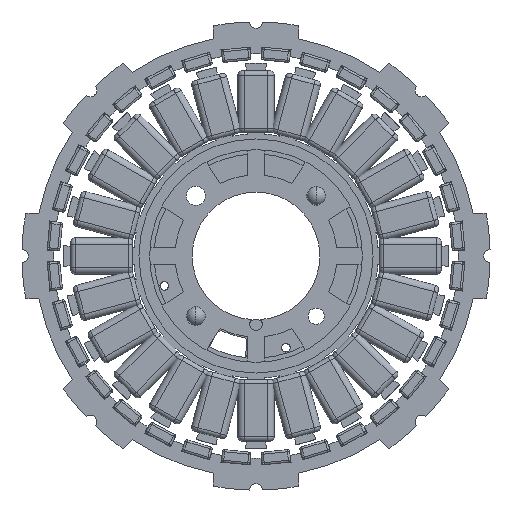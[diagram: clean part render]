
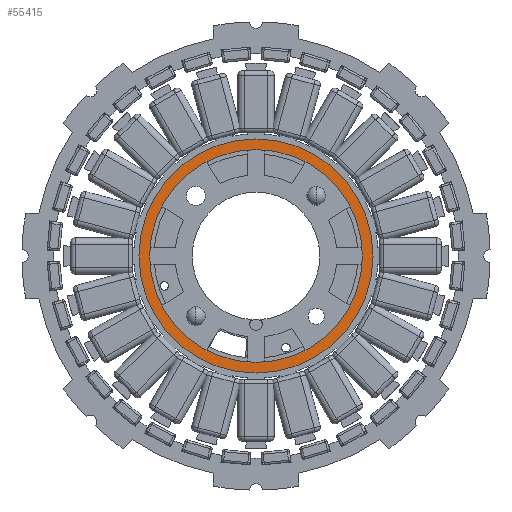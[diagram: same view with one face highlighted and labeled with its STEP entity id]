
A CAD part, front view. The second image highlights one B-rep face of the part: STEP entity #55415.
In plain terms, the highlighted planar face has unit normal (0, -1, 0).
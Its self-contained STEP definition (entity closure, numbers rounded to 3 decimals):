
#1172 = DIRECTION ( 'NONE',  ( 0., 0., -1. ) ) ;
#1521 = CARTESIAN_POINT ( 'NONE',  ( 0., -1.9, 0. ) ) ;
#1749 = AXIS2_PLACEMENT_3D ( 'NONE', #1521, #59892, #1172 ) ;
#1850 = CARTESIAN_POINT ( 'NONE',  ( 0., -1.9, -25. ) ) ;
#6000 = CIRCLE ( 'NONE', #42802, 27.5 ) ;
#8017 = PLANE ( 'NONE',  #15174 ) ;
#8171 = VERTEX_POINT ( 'NONE', #47470 ) ;
#8647 = CARTESIAN_POINT ( 'NONE',  ( 0., -1.9, 0. ) ) ;
#9248 = VERTEX_POINT ( 'NONE', #1850 ) ;
#9682 = EDGE_CURVE ( 'NONE', #8171, #55431, #6000, .T. ) ;
#13611 = FACE_BOUND ( 'NONE', #22066, .T. ) ;
#14641 = DIRECTION ( 'NONE',  ( 0., -1., 0. ) ) ;
#15174 = AXIS2_PLACEMENT_3D ( 'NONE', #34922, #14641, #35955 ) ;
#21881 = AXIS2_PLACEMENT_3D ( 'NONE', #41576, #52737, #26212 ) ;
#22066 = EDGE_LOOP ( 'NONE', ( #38654, #31470 ) ) ;
#23282 = EDGE_CURVE ( 'NONE', #30170, #9248, #55301, .T. ) ;
#23622 = ORIENTED_EDGE ( 'NONE', *, *, #26175, .T. ) ;
#24382 = DIRECTION ( 'NONE',  ( 0., -1., 0. ) ) ;
#26175 = EDGE_CURVE ( 'NONE', #55431, #8171, #35262, .T. ) ;
#26212 = DIRECTION ( 'NONE',  ( 0., 0., -1. ) ) ;
#28749 = CIRCLE ( 'NONE', #67778, 25. ) ;
#29348 = FACE_OUTER_BOUND ( 'NONE', #37134, .T. ) ;
#30170 = VERTEX_POINT ( 'NONE', #45470 ) ;
#31470 = ORIENTED_EDGE ( 'NONE', *, *, #64336, .F. ) ;
#34922 = CARTESIAN_POINT ( 'NONE',  ( 0., -1.9, 0. ) ) ;
#35262 = CIRCLE ( 'NONE', #21881, 27.5 ) ;
#35955 = DIRECTION ( 'NONE',  ( 0., 0., -1. ) ) ;
#37134 = EDGE_LOOP ( 'NONE', ( #23622, #50065 ) ) ;
#38654 = ORIENTED_EDGE ( 'NONE', *, *, #23282, .F. ) ;
#41576 = CARTESIAN_POINT ( 'NONE',  ( 0., -1.9, 0. ) ) ;
#42802 = AXIS2_PLACEMENT_3D ( 'NONE', #8647, #24382, #67347 ) ;
#45400 = CARTESIAN_POINT ( 'NONE',  ( 0., -1.9, 27.5 ) ) ;
#45470 = CARTESIAN_POINT ( 'NONE',  ( 0., -1.9, 25. ) ) ;
#47470 = CARTESIAN_POINT ( 'NONE',  ( 0., -1.9, -27.5 ) ) ;
#50065 = ORIENTED_EDGE ( 'NONE', *, *, #9682, .T. ) ;
#51260 = DIRECTION ( 'NONE',  ( 0., 0., -1. ) ) ;
#52737 = DIRECTION ( 'NONE',  ( 0., -1., 0. ) ) ;
#55301 = CIRCLE ( 'NONE', #1749, 25. ) ;
#55415 = ADVANCED_FACE ( 'NONE', ( #29348, #13611 ), #8017, .T. ) ;
#55431 = VERTEX_POINT ( 'NONE', #45400 ) ;
#59892 = DIRECTION ( 'NONE',  ( 0., -1., 0. ) ) ;
#61417 = DIRECTION ( 'NONE',  ( 0., -1., 0. ) ) ;
#64336 = EDGE_CURVE ( 'NONE', #9248, #30170, #28749, .T. ) ;
#67347 = DIRECTION ( 'NONE',  ( 0., 0., -1. ) ) ;
#67358 = CARTESIAN_POINT ( 'NONE',  ( 0., -1.9, 0. ) ) ;
#67778 = AXIS2_PLACEMENT_3D ( 'NONE', #67358, #61417, #51260 ) ;
